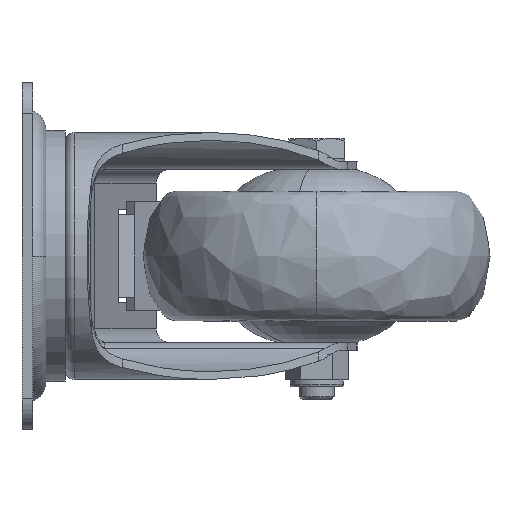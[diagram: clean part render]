
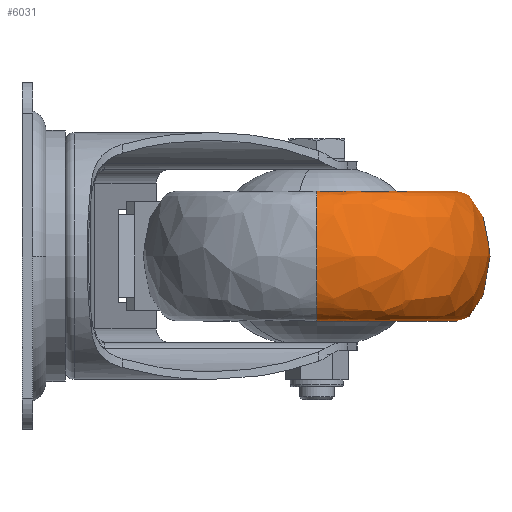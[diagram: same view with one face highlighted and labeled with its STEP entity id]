
A CAD part, left-side view. The second image highlights one B-rep face of the part: STEP entity #6031.
In plain terms, the highlighted free-form (B-spline) face has degree [3, 3] with [4, 4] control points.
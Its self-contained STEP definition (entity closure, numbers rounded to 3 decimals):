
#73 = DIRECTION ( 'NONE',  ( 1., 0., 0. ) ) ;
#99 = CARTESIAN_POINT ( 'NONE',  ( 2.704, -100.011, -15. ) ) ;
#471 = CARTESIAN_POINT ( 'NONE',  ( 2.704, -35.511, 15. ) ) ;
#740 = CARTESIAN_POINT ( 'NONE',  ( 67.204, -35.511, -15. ) ) ;
#926 = CARTESIAN_POINT ( 'NONE',  ( 82.704, -35.511, 15. ) ) ;
#1017 = CARTESIAN_POINT ( 'NONE',  ( 67.204, -35.511, 15. ) ) ;
#1060 = ORIENTED_EDGE ( 'NONE', *, *, #10008, .F. ) ;
#1113 = ORIENTED_EDGE ( 'NONE', *, *, #6637, .T. ) ;
#1124 = CARTESIAN_POINT ( 'NONE',  ( 67.204, -100.011, 15. ) ) ;
#1294 = VERTEX_POINT ( 'NONE', #2200 ) ;
#1895 = CARTESIAN_POINT ( 'NONE',  ( 67.204, -35.511, 15. ) ) ;
#1951 = CARTESIAN_POINT ( 'NONE',  ( 2.704, -35.511, -15. ) ) ;
#2017 = CARTESIAN_POINT ( 'NONE',  ( 82.704, -131.011, -15. ) ) ;
#2163 = CARTESIAN_POINT ( 'NONE',  ( -12.796, -131.011, 15. ) ) ;
#2196 = VERTEX_POINT ( 'NONE', #471 ) ;
#2200 = CARTESIAN_POINT ( 'NONE',  ( 2.704, -35.511, -15. ) ) ;
#2255 = DIRECTION ( 'NONE',  ( 0., 0., -1. ) ) ;
#2668 = CIRCLE ( 'NONE', #3119, 32.25 ) ;
#2996 = CARTESIAN_POINT ( 'NONE',  ( 67.204, -35.511, -15. ) ) ;
#3119 = AXIS2_PLACEMENT_3D ( 'NONE', #4148, #2255, #73 ) ;
#3234 =( BOUNDED_CURVE ( )  B_SPLINE_CURVE ( 3, ( #1017, #5149, #4948, #740 ),
 .UNSPECIFIED., .F., .T. ) 
 B_SPLINE_CURVE_WITH_KNOTS ( ( 4, 4 ),
 ( 0., 3.142 ),
 .UNSPECIFIED. ) 
 CURVE ( )  GEOMETRIC_REPRESENTATION_ITEM ( )  RATIONAL_B_SPLINE_CURVE ( ( 1., 0.333, 0.333, 1. ) ) 
 REPRESENTATION_ITEM ( '' )  );
#3400 = CARTESIAN_POINT ( 'NONE',  ( 34.954, -35.511, 15. ) ) ;
#3978 = CARTESIAN_POINT ( 'NONE',  ( 67.204, -35.511, 15. ) ) ;
#4029 = CARTESIAN_POINT ( 'NONE',  ( -12.796, -35.511, -15. ) ) ;
#4148 = CARTESIAN_POINT ( 'NONE',  ( 34.954, -35.511, -15. ) ) ;
#4323 = CARTESIAN_POINT ( 'NONE',  ( 2.704, -35.511, -15. ) ) ;
#4388 = CARTESIAN_POINT ( 'NONE',  ( 2.704, -35.511, 15. ) ) ;
#4415 = VERTEX_POINT ( 'NONE', #10421 ) ;
#4535 = ORIENTED_EDGE ( 'NONE', *, *, #7979, .F. ) ;
#4948 = CARTESIAN_POINT ( 'NONE',  ( 82.704, -35.511, -15. ) ) ;
#5149 = CARTESIAN_POINT ( 'NONE',  ( 82.704, -35.511, 15. ) ) ;
#5333 = CARTESIAN_POINT ( 'NONE',  ( -12.796, -35.511, 15. ) ) ;
#6031 = ADVANCED_FACE ( 'NONE', ( #7341 ), #11734, .F. ) ;
#6424 =( BOUNDED_CURVE ( )  B_SPLINE_CURVE ( 3, ( #4388, #5333, #12809, #4323 ),
 .UNSPECIFIED., .F., .T. ) 
 B_SPLINE_CURVE_WITH_KNOTS ( ( 4, 4 ),
 ( 0., 3.142 ),
 .UNSPECIFIED. ) 
 CURVE ( )  GEOMETRIC_REPRESENTATION_ITEM ( )  RATIONAL_B_SPLINE_CURVE ( ( 1., 0.333, 0.333, 1. ) ) 
 REPRESENTATION_ITEM ( '' )  );
#6637 = EDGE_CURVE ( 'NONE', #13624, #2196, #8702, .T. ) ;
#7341 = FACE_OUTER_BOUND ( 'NONE', #11498, .T. ) ;
#7424 = CARTESIAN_POINT ( 'NONE',  ( 2.704, -100.011, 15. ) ) ;
#7979 = EDGE_CURVE ( 'NONE', #4415, #1294, #2668, .T. ) ;
#8389 = CARTESIAN_POINT ( 'NONE',  ( 67.204, -100.011, -15. ) ) ;
#8702 = CIRCLE ( 'NONE', #10465, 32.25 ) ;
#9288 = CARTESIAN_POINT ( 'NONE',  ( -12.796, -131.011, -15. ) ) ;
#9551 = CARTESIAN_POINT ( 'NONE',  ( 2.704, -35.511, 15. ) ) ;
#9697 = DIRECTION ( 'NONE',  ( 0., 0., -1. ) ) ;
#10008 = EDGE_CURVE ( 'NONE', #13624, #4415, #3234, .T. ) ;
#10113 = EDGE_CURVE ( 'NONE', #2196, #1294, #6424, .T. ) ;
#10386 = CARTESIAN_POINT ( 'NONE',  ( 82.704, -35.511, -15. ) ) ;
#10421 = CARTESIAN_POINT ( 'NONE',  ( 67.204, -35.511, -15. ) ) ;
#10465 = AXIS2_PLACEMENT_3D ( 'NONE', #3400, #9697, #10592 ) ;
#10592 = DIRECTION ( 'NONE',  ( 1., 0., 0. ) ) ;
#11498 = EDGE_LOOP ( 'NONE', ( #1113, #13569, #4535, #1060 ) ) ;
#11661 = CARTESIAN_POINT ( 'NONE',  ( 82.704, -131.011, 15. ) ) ;
#11734 =( BOUNDED_SURFACE ( )  B_SPLINE_SURFACE ( 3, 3, ( 
 ( #1895, #1124, #7424, #9551 ),
 ( #926, #11661, #2163, #12643 ),
 ( #10386, #2017, #9288, #4029 ),
 ( #2996, #8389, #99, #1951 ) ),
 .UNSPECIFIED., .F., .F., .F. ) 
 B_SPLINE_SURFACE_WITH_KNOTS ( ( 4, 4 ),
 ( 4, 4 ),
 ( 0., 1. ),
 ( 0., 1. ),
 .UNSPECIFIED. ) 
 GEOMETRIC_REPRESENTATION_ITEM ( )  RATIONAL_B_SPLINE_SURFACE ( (
 ( 1., 0.333, 0.333, 1.),
 ( 0.333, 0.111, 0.111, 0.333),
 ( 0.333, 0.111, 0.111, 0.333),
 ( 1., 0.333, 0.333, 1.) ) ) 
 REPRESENTATION_ITEM ( '' )  SURFACE ( )  );
#12643 = CARTESIAN_POINT ( 'NONE',  ( -12.796, -35.511, 15. ) ) ;
#12809 = CARTESIAN_POINT ( 'NONE',  ( -12.796, -35.511, -15. ) ) ;
#13569 = ORIENTED_EDGE ( 'NONE', *, *, #10113, .T. ) ;
#13624 = VERTEX_POINT ( 'NONE', #3978 ) ;
